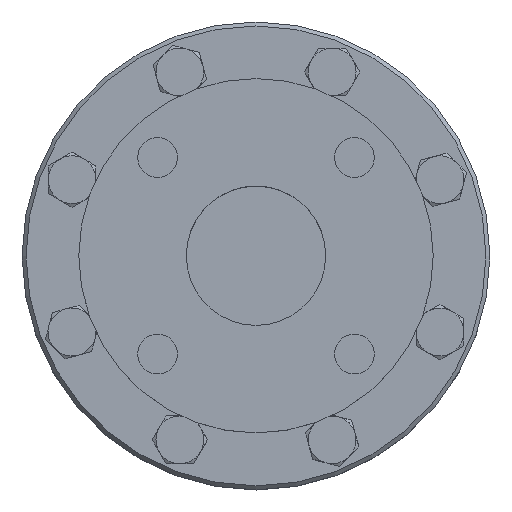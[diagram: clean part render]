
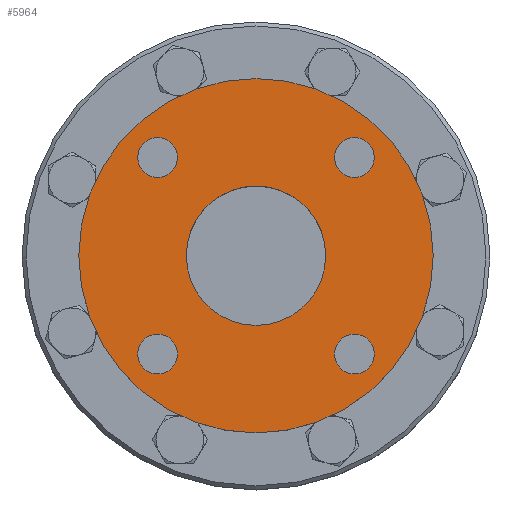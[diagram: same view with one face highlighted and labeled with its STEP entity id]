
A CAD part, top view. The second image highlights one B-rep face of the part: STEP entity #5964.
In plain terms, the highlighted planar face has unit normal (0, 0, 1).
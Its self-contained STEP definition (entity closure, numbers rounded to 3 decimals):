
#4766=CARTESIAN_POINT('',(89.0,0.,77.));
#4767=VERTEX_POINT('',#4766);
#4768=CARTESIAN_POINT('',(0.0,0.0,77.));
#4769=DIRECTION('',(0.0,0.0,-1.0));
#4770=DIRECTION('',(-1.0,0.0,0.0));
#4771=AXIS2_PLACEMENT_3D('',#4768,#4769,#4770);
#4772=CIRCLE('',#4771,89.0);
#4773=EDGE_CURVE('',#4767,#4767,#4772,.T.);
#4807=CARTESIAN_POINT('',(35.0,0.0,77.));
#4808=VERTEX_POINT('',#4807);
#4809=CARTESIAN_POINT('',(0.0,0.0,77.));
#4810=DIRECTION('',(0.0,0.0,-1.0));
#4811=DIRECTION('',(1.0,0.0,0.0));
#4812=AXIS2_PLACEMENT_3D('',#4809,#4810,#4811);
#4813=CIRCLE('',#4812,35.0);
#4814=EDGE_CURVE('',#4808,#4808,#4813,.T.);
#4868=CARTESIAN_POINT('',(49.391,-59.391,77.));
#4869=VERTEX_POINT('',#4868);
#4870=CARTESIAN_POINT('',(49.391,-49.391,77.));
#4871=DIRECTION('',(0.0,0.0,-1.0));
#4872=DIRECTION('',(0.0,-1.0,0.0));
#4873=AXIS2_PLACEMENT_3D('',#4870,#4871,#4872);
#4874=CIRCLE('',#4873,10.0);
#4875=EDGE_CURVE('',#4869,#4869,#4874,.T.);
#4909=CARTESIAN_POINT('',(-59.391,-49.391,77.));
#4910=VERTEX_POINT('',#4909);
#4911=CARTESIAN_POINT('',(-49.391,-49.391,77.));
#4912=DIRECTION('',(0.0,0.0,-1.0));
#4913=DIRECTION('',(-1.0,0.0,0.0));
#4914=AXIS2_PLACEMENT_3D('',#4911,#4912,#4913);
#4915=CIRCLE('',#4914,10.0);
#4916=EDGE_CURVE('',#4910,#4910,#4915,.T.);
#4950=CARTESIAN_POINT('',(-49.391,59.391,77.));
#4951=VERTEX_POINT('',#4950);
#4952=CARTESIAN_POINT('',(-49.391,49.391,77.));
#4953=DIRECTION('',(0.0,0.0,-1.0));
#4954=DIRECTION('',(0.0,1.0,0.0));
#4955=AXIS2_PLACEMENT_3D('',#4952,#4953,#4954);
#4956=CIRCLE('',#4955,10.0);
#4957=EDGE_CURVE('',#4951,#4951,#4956,.T.);
#4991=CARTESIAN_POINT('',(59.391,49.391,77.));
#4992=VERTEX_POINT('',#4991);
#4993=CARTESIAN_POINT('',(49.391,49.391,77.));
#4994=DIRECTION('',(0.0,0.0,-1.0));
#4995=DIRECTION('',(1.0,0.0,0.0));
#4996=AXIS2_PLACEMENT_3D('',#4993,#4994,#4995);
#4997=CIRCLE('',#4996,10.0);
#4998=EDGE_CURVE('',#4992,#4992,#4997,.T.);
#5941=CARTESIAN_POINT('',(0.0,0.0,77.));
#5942=DIRECTION('',(0.0,0.0,-1.0));
#5943=DIRECTION('',(-1.0,0.0,0.0));
#5944=AXIS2_PLACEMENT_3D('',#5941,#5942,#5943);
#5945=PLANE('',#5944);
#5946=ORIENTED_EDGE('',*,*,#4773,.F.);
#5947=EDGE_LOOP('',(#5946));
#5948=FACE_OUTER_BOUND('',#5947,.T.);
#5949=ORIENTED_EDGE('',*,*,#4814,.T.);
#5950=EDGE_LOOP('',(#5949));
#5951=FACE_BOUND('',#5950,.T.);
#5952=ORIENTED_EDGE('',*,*,#4875,.T.);
#5953=EDGE_LOOP('',(#5952));
#5954=FACE_BOUND('',#5953,.T.);
#5955=ORIENTED_EDGE('',*,*,#4916,.T.);
#5956=EDGE_LOOP('',(#5955));
#5957=FACE_BOUND('',#5956,.T.);
#5958=ORIENTED_EDGE('',*,*,#4957,.T.);
#5959=EDGE_LOOP('',(#5958));
#5960=FACE_BOUND('',#5959,.T.);
#5961=ORIENTED_EDGE('',*,*,#4998,.T.);
#5962=EDGE_LOOP('',(#5961));
#5963=FACE_BOUND('',#5962,.T.);
#5964=ADVANCED_FACE('',(#5948,#5951,#5954,#5957,#5960,#5963),#5945,.F.);
